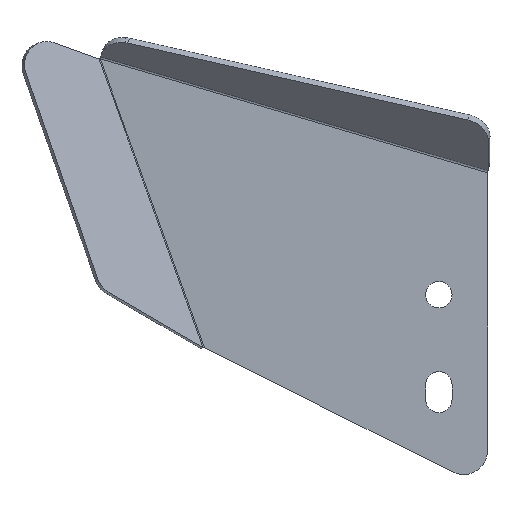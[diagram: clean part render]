
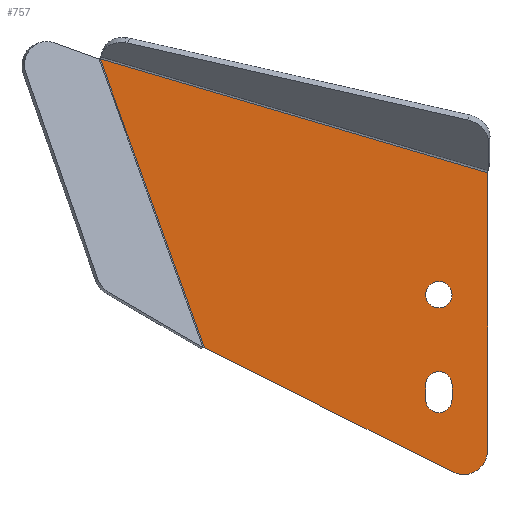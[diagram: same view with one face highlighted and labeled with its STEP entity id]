
A CAD part, left-side view. The second image highlights one B-rep face of the part: STEP entity #757.
In plain terms, the highlighted planar face has unit normal (-1, 0, 0).
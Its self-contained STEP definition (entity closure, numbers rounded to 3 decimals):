
#3 = ORIENTED_EDGE ( 'NONE', *, *, #947, .T. ) ;
#6 = ORIENTED_EDGE ( 'NONE', *, *, #951, .T. ) ;
#12 = ORIENTED_EDGE ( 'NONE', *, *, #950, .T. ) ;
#43 = ORIENTED_EDGE ( 'NONE', *, *, #946, .F. ) ;
#50 = LINE ( 'NONE', #416, #53 ) ;
#53 = VECTOR ( 'NONE', #356, 1000. ) ;
#57 = VERTEX_POINT ( 'NONE', #826 ) ;
#65 = LINE ( 'NONE', #470, #640 ) ;
#72 = CARTESIAN_POINT ( 'NONE',  ( 0., -10., -31.898 ) ) ;
#90 = VERTEX_POINT ( 'NONE', #880 ) ;
#92 = CARTESIAN_POINT ( 'NONE',  ( 0., 0., -2.7 ) ) ;
#94 = VECTOR ( 'NONE', #682, 1000. ) ;
#97 = CIRCLE ( 'NONE', #162, 2.7 ) ;
#100 = CIRCLE ( 'NONE', #186, 2.7 ) ;
#102 = LINE ( 'NONE', #398, #191 ) ;
#109 = CARTESIAN_POINT ( 'NONE',  ( 0., -10., 25. ) ) ;
#112 = VERTEX_POINT ( 'NONE', #882 ) ;
#124 = AXIS2_PLACEMENT_3D ( 'NONE', #353, #347, #338 ) ;
#125 = DIRECTION ( 'NONE',  ( -1., 0., 0. ) ) ;
#129 = AXIS2_PLACEMENT_3D ( 'NONE', #454, #451, #450 ) ;
#140 = AXIS2_PLACEMENT_3D ( 'NONE', #495, #492, #480 ) ;
#154 = AXIS2_PLACEMENT_3D ( 'NONE', #172, #157, #837 ) ;
#157 = DIRECTION ( 'NONE',  ( 1., 0., 0. ) ) ;
#162 = AXIS2_PLACEMENT_3D ( 'NONE', #296, #287, #286 ) ;
#171 = CIRCLE ( 'NONE', #154, 2.7 ) ;
#172 = CARTESIAN_POINT ( 'NONE',  ( 0., 0., -21.5 ) ) ;
#186 = AXIS2_PLACEMENT_3D ( 'NONE', #661, #657, #641 ) ;
#191 = VECTOR ( 'NONE', #440, 1000. ) ;
#207 = DIRECTION ( 'NONE',  ( 0., 0., 1. ) ) ;
#285 = CARTESIAN_POINT ( 'NONE',  ( 0., 2.7, -18.5 ) ) ;
#286 = DIRECTION ( 'NONE',  ( 0., 0., -1. ) ) ;
#287 = DIRECTION ( 'NONE',  ( 1., 0., 0. ) ) ;
#296 = CARTESIAN_POINT ( 'NONE',  ( 0., 0., -18.5 ) ) ;
#338 = DIRECTION ( 'NONE',  ( 0., 0., -1. ) ) ;
#343 = VECTOR ( 'NONE', #624, 1000. ) ;
#346 = CARTESIAN_POINT ( 'NONE',  ( 0., -2.7, -21.5 ) ) ;
#347 = DIRECTION ( 'NONE',  ( 1., 0., 0. ) ) ;
#353 = CARTESIAN_POINT ( 'NONE',  ( 0., 0., -18.5 ) ) ;
#356 = DIRECTION ( 'NONE',  ( 0., 0., 1. ) ) ;
#369 = EDGE_LOOP ( 'NONE', ( #459, #455 ) ) ;
#375 = AXIS2_PLACEMENT_3D ( 'NONE', #109, #125, #207 ) ;
#398 = CARTESIAN_POINT ( 'NONE',  ( 0., -2.7, -18.5 ) ) ;
#416 = CARTESIAN_POINT ( 'NONE',  ( 0., 2.7, -18.5 ) ) ;
#419 = VERTEX_POINT ( 'NONE', #423 ) ;
#420 = ORIENTED_EDGE ( 'NONE', *, *, #941, .F. ) ;
#423 = CARTESIAN_POINT ( 'NONE',  ( 0., 0., -15.8 ) ) ;
#440 = DIRECTION ( 'NONE',  ( 0., 0., -1. ) ) ;
#442 = DIRECTION ( 'NONE',  ( 0., -0.959, -0.282 ) ) ;
#443 = ORIENTED_EDGE ( 'NONE', *, *, #1042, .F. ) ;
#448 = ORIENTED_EDGE ( 'NONE', *, *, #1034, .T. ) ;
#450 = DIRECTION ( 'NONE',  ( 0., 0., 1. ) ) ;
#451 = DIRECTION ( 'NONE',  ( -1., 0., 0. ) ) ;
#454 = CARTESIAN_POINT ( 'NONE',  ( 0., -5., -31.898 ) ) ;
#455 = ORIENTED_EDGE ( 'NONE', *, *, #1027, .T. ) ;
#457 = CARTESIAN_POINT ( 'NONE',  ( 0., -10., -40. ) ) ;
#459 = ORIENTED_EDGE ( 'NONE', *, *, #928, .T. ) ;
#470 = CARTESIAN_POINT ( 'NONE',  ( 0., -10., 25. ) ) ;
#473 = DIRECTION ( 'NONE',  ( 0., 0.894, 0.448 ) ) ;
#480 = DIRECTION ( 'NONE',  ( 0., 0., -1. ) ) ;
#491 = ORIENTED_EDGE ( 'NONE', *, *, #935, .F. ) ;
#492 = DIRECTION ( 'NONE',  ( 1., 0., 0. ) ) ;
#495 = CARTESIAN_POINT ( 'NONE',  ( 0., 0., 0. ) ) ;
#519 = CARTESIAN_POINT ( 'NONE',  ( 0., 48.101, -10.857 ) ) ;
#524 = VERTEX_POINT ( 'NONE', #72 ) ;
#532 = CIRCLE ( 'NONE', #124, 2.7 ) ;
#580 = VERTEX_POINT ( 'NONE', #92 ) ;
#605 = CIRCLE ( 'NONE', #140, 2.7 ) ;
#609 = LINE ( 'NONE', #457, #629 ) ;
#610 = VERTEX_POINT ( 'NONE', #346 ) ;
#615 = CIRCLE ( 'NONE', #129, 5. ) ;
#624 = DIRECTION ( 'NONE',  ( 0., 0., -1. ) ) ;
#629 = VECTOR ( 'NONE', #473, 1000. ) ;
#640 = VECTOR ( 'NONE', #442, 1000. ) ;
#641 = DIRECTION ( 'NONE',  ( 0., 0., -1. ) ) ;
#651 = ORIENTED_EDGE ( 'NONE', *, *, #948, .T. ) ;
#657 = DIRECTION ( 'NONE',  ( 1., 0., 0. ) ) ;
#661 = CARTESIAN_POINT ( 'NONE',  ( 0., 0., 0. ) ) ;
#671 = CARTESIAN_POINT ( 'NONE',  ( 0., -10., 25. ) ) ;
#682 = DIRECTION ( 'NONE',  ( 0., 0.339, 0.941 ) ) ;
#684 = CARTESIAN_POINT ( 'NONE',  ( 0., 69.46, 48.353 ) ) ;
#731 = LINE ( 'NONE', #671, #343 ) ;
#736 = LINE ( 'NONE', #519, #94 ) ;
#738 = EDGE_LOOP ( 'NONE', ( #3, #966, #651, #12, #6 ) ) ;
#757 = ADVANCED_FACE ( 'NONE', ( #841, #814, #819 ), #818, .T. ) ;
#779 = VERTEX_POINT ( 'NONE', #285 ) ;
#814 = FACE_OUTER_BOUND ( 'NONE', #908, .T. ) ;
#818 = PLANE ( 'NONE',  #375 ) ;
#819 = FACE_BOUND ( 'NONE', #738, .T. ) ;
#826 = CARTESIAN_POINT ( 'NONE',  ( 0., -10., 25. ) ) ;
#837 = DIRECTION ( 'NONE',  ( 0., 0., -1. ) ) ;
#841 = FACE_BOUND ( 'NONE', #369, .T. ) ;
#857 = CARTESIAN_POINT ( 'NONE',  ( 0., -2.758, -36.368 ) ) ;
#862 = VERTEX_POINT ( 'NONE', #1025 ) ;
#877 = VERTEX_POINT ( 'NONE', #988 ) ;
#880 = CARTESIAN_POINT ( 'NONE',  ( 0., 2.7, -21.5 ) ) ;
#882 = CARTESIAN_POINT ( 'NONE',  ( 0., 0., 2.7 ) ) ;
#891 = VERTEX_POINT ( 'NONE', #857 ) ;
#908 = EDGE_LOOP ( 'NONE', ( #443, #448, #491, #420, #43 ) ) ;
#928 = EDGE_CURVE ( 'NONE', #112, #580, #100, .T. ) ;
#935 = EDGE_CURVE ( 'NONE', #57, #524, #731, .T. ) ;
#941 = EDGE_CURVE ( 'NONE', #983, #57, #65, .T. ) ;
#946 = EDGE_CURVE ( 'NONE', #862, #983, #736, .T. ) ;
#947 = EDGE_CURVE ( 'NONE', #90, #779, #50, .T. ) ;
#948 = EDGE_CURVE ( 'NONE', #419, #877, #97, .T. ) ;
#950 = EDGE_CURVE ( 'NONE', #877, #610, #102, .T. ) ;
#951 = EDGE_CURVE ( 'NONE', #610, #90, #171, .T. ) ;
#966 = ORIENTED_EDGE ( 'NONE', *, *, #1058, .T. ) ;
#983 = VERTEX_POINT ( 'NONE', #684 ) ;
#988 = CARTESIAN_POINT ( 'NONE',  ( 0., -2.7, -18.5 ) ) ;
#1025 = CARTESIAN_POINT ( 'NONE',  ( 0., 48.101, -10.857 ) ) ;
#1027 = EDGE_CURVE ( 'NONE', #580, #112, #605, .T. ) ;
#1034 = EDGE_CURVE ( 'NONE', #891, #524, #615, .T. ) ;
#1042 = EDGE_CURVE ( 'NONE', #891, #862, #609, .T. ) ;
#1058 = EDGE_CURVE ( 'NONE', #779, #419, #532, .T. ) ;
